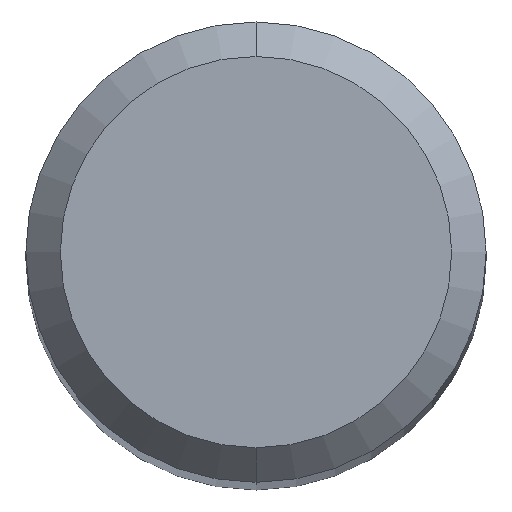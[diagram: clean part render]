
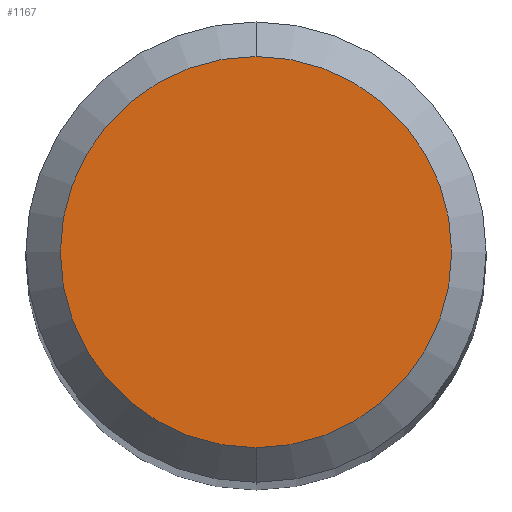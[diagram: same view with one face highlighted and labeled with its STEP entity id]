
A CAD part, top view. The second image highlights one B-rep face of the part: STEP entity #1167.
In plain terms, the highlighted planar face has unit normal (0, 0, 1).
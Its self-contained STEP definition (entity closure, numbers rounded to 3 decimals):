
#605=VERTEX_POINT('',#1452);
#715=EDGE_CURVE('',#871,#605,#1571,.T.);
#871=VERTEX_POINT('',#1741);
#959=EDGE_CURVE('',#605,#871,#1836,.T.);
#1167=ADVANCED_FACE('',(#2061),#2062,.T.);
#1452=CARTESIAN_POINT('',(0.0,1.7,0.0));
#1571=CIRCLE('',#3526,1.7);
#1741=CARTESIAN_POINT('',(0.,-1.7,0.0));
#1836=CIRCLE('',#4713,1.7);
#2061=FACE_OUTER_BOUND('',#5312,.T.);
#2062=PLANE('',#5313);
#3526=AXIS2_PLACEMENT_3D('',#6098,#6099,#6100);
#4713=AXIS2_PLACEMENT_3D('',#6389,#6390,#6391);
#5312=EDGE_LOOP('',(#6602,#6603));
#5313=AXIS2_PLACEMENT_3D('',#6604,#6605,#6606);
#6098=CARTESIAN_POINT('',(0.0,0.0,0.0));
#6099=DIRECTION('',(0.0,0.0,-1.0));
#6100=DIRECTION('',(0.0,1.0,0.0));
#6389=CARTESIAN_POINT('',(0.0,0.0,0.0));
#6390=DIRECTION('',(0.0,0.0,-1.0));
#6391=DIRECTION('',(0.0,1.0,0.0));
#6602=ORIENTED_EDGE('',*,*,#959,.F.);
#6603=ORIENTED_EDGE('',*,*,#715,.F.);
#6604=CARTESIAN_POINT('',(0.0,0.85,0.0));
#6605=DIRECTION('',(-0.0,0.0,1.0));
#6606=DIRECTION('',(0.0,-1.0,0.0));
